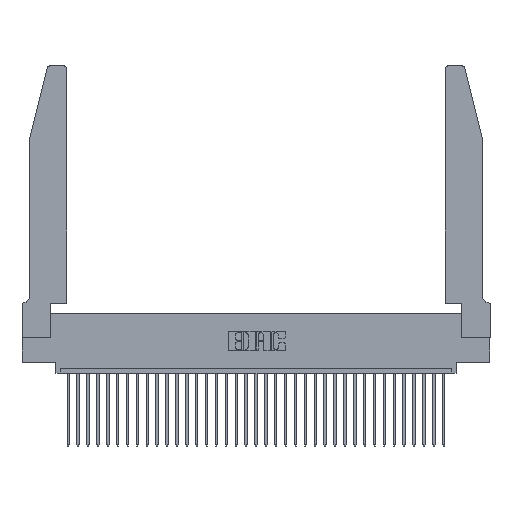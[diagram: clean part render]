
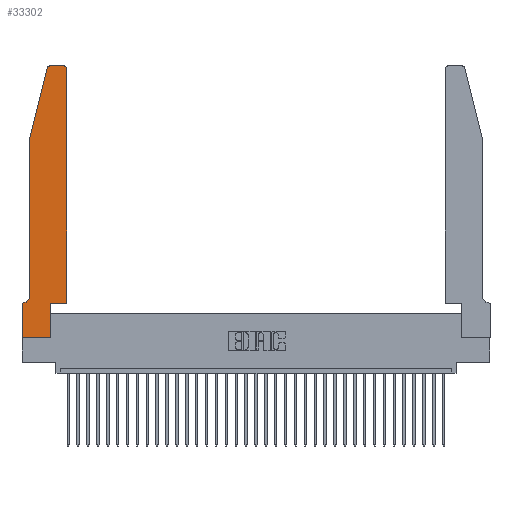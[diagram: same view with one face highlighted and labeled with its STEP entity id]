
A CAD part, top view. The second image highlights one B-rep face of the part: STEP entity #33302.
In plain terms, the highlighted planar face has unit normal (0, 0, 1).
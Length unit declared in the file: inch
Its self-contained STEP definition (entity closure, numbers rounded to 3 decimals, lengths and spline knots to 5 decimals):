
#225 = CARTESIAN_POINT ( 'NONE',  ( 0.2865, 0.35, 0.37 ) ) ;
#558 = LINE ( 'NONE', #225, #32837 ) ;
#966 = CIRCLE ( 'NONE', #4018, 0.07 ) ;
#1255 = AXIS2_PLACEMENT_3D ( 'NONE', #6243, #17262, #19667 ) ;
#1540 = LINE ( 'NONE', #7251, #29158 ) ;
#1974 = CARTESIAN_POINT ( 'NONE',  ( 0.4505, 0.35, 0.37 ) ) ;
#2540 = EDGE_CURVE ( 'NONE', #20536, #27017, #966, .T. ) ;
#2972 = LINE ( 'NONE', #1974, #27695 ) ;
#4018 = AXIS2_PLACEMENT_3D ( 'NONE', #15425, #7660, #28977 ) ;
#4844 = CARTESIAN_POINT ( 'NONE',  ( 0.25487, 2.72718, 0.37 ) ) ;
#5130 = CARTESIAN_POINT ( 'NONE',  ( 0.2865, 0., 0.37 ) ) ;
#5489 = CARTESIAN_POINT ( 'NONE',  ( 0.4505, 2.72, 0.37 ) ) ;
#6157 = LINE ( 'NONE', #20605, #16216 ) ;
#6243 = CARTESIAN_POINT ( 'NONE',  ( 0.4205, 2.72, 0.37 ) ) ;
#6248 = CARTESIAN_POINT ( 'NONE',  ( 0.2605, 2.75, 0.37 ) ) ;
#6288 = ORIENTED_EDGE ( 'NONE', *, *, #8160, .T. ) ;
#7192 = DIRECTION ( 'NONE',  ( 1., 0., 0. ) ) ;
#7251 = CARTESIAN_POINT ( 'NONE',  ( 0., 0., 0.37 ) ) ;
#7318 = DIRECTION ( 'NONE',  ( 0., 1., 0. ) ) ;
#7368 = DIRECTION ( 'NONE',  ( 1., 0., 0. ) ) ;
#7390 = EDGE_CURVE ( 'NONE', #12540, #20536, #27810, .T. ) ;
#7584 = VERTEX_POINT ( 'NONE', #18339 ) ;
#7660 = DIRECTION ( 'NONE',  ( 0., 0., -1. ) ) ;
#8160 = EDGE_CURVE ( 'NONE', #25855, #8313, #558, .T. ) ;
#8313 = VERTEX_POINT ( 'NONE', #13924 ) ;
#8869 = ORIENTED_EDGE ( 'NONE', *, *, #22155, .T. ) ;
#9005 = CARTESIAN_POINT ( 'NONE',  ( 0.4505, 0.35, 0.37 ) ) ;
#9667 = FACE_OUTER_BOUND ( 'NONE', #19932, .T. ) ;
#10440 = ORIENTED_EDGE ( 'NONE', *, *, #7390, .T. ) ;
#11360 = DIRECTION ( 'NONE',  ( 0., 0., 1. ) ) ;
#11604 = VERTEX_POINT ( 'NONE', #31326 ) ;
#11768 = VECTOR ( 'NONE', #27640, 39.37008 ) ;
#12017 = EDGE_CURVE ( 'NONE', #16624, #11604, #26446, .T. ) ;
#12072 = EDGE_CURVE ( 'NONE', #8313, #17073, #31929, .T. ) ;
#12334 = DIRECTION ( 'NONE',  ( 0., 0., 1. ) ) ;
#12444 = CARTESIAN_POINT ( 'NONE',  ( 0., 0.35, 0.37 ) ) ;
#12540 = VERTEX_POINT ( 'NONE', #22908 ) ;
#13470 = ORIENTED_EDGE ( 'NONE', *, *, #14382, .T. ) ;
#13875 = EDGE_CURVE ( 'NONE', #15350, #12540, #6157, .T. ) ;
#13924 = CARTESIAN_POINT ( 'NONE',  ( 0.2865, 0.35, 0.37 ) ) ;
#14316 = CARTESIAN_POINT ( 'NONE',  ( 0.0755, 0.35, 0.37 ) ) ;
#14382 = EDGE_CURVE ( 'NONE', #7584, #23750, #32152, .T. ) ;
#15350 = VERTEX_POINT ( 'NONE', #4844 ) ;
#15425 = CARTESIAN_POINT ( 'NONE',  ( 0.0055, 0.42, 0.37 ) ) ;
#16216 = VECTOR ( 'NONE', #16481, 39.37008 ) ;
#16470 = CIRCLE ( 'NONE', #32988, 0.03 ) ;
#16481 = DIRECTION ( 'NONE',  ( -0.239, -0.971, 0. ) ) ;
#16624 = VERTEX_POINT ( 'NONE', #18966 ) ;
#16814 = DIRECTION ( 'NONE',  ( 0., 1., 0. ) ) ;
#17012 = EDGE_CURVE ( 'NONE', #23750, #15350, #16470, .T. ) ;
#17073 = VERTEX_POINT ( 'NONE', #27886 ) ;
#17262 = DIRECTION ( 'NONE',  ( 0., 0., 1. ) ) ;
#17643 = ORIENTED_EDGE ( 'NONE', *, *, #2540, .T. ) ;
#17716 = EDGE_CURVE ( 'NONE', #27017, #16624, #31576, .T. ) ;
#17858 = VECTOR ( 'NONE', #30406, 39.37008 ) ;
#18246 = ORIENTED_EDGE ( 'NONE', *, *, #17716, .T. ) ;
#18339 = CARTESIAN_POINT ( 'NONE',  ( 0.4205, 2.75, 0.37 ) ) ;
#18737 = EDGE_CURVE ( 'NONE', #17073, #19960, #2972, .T. ) ;
#18966 = CARTESIAN_POINT ( 'NONE',  ( 0., 0.35, 0.37 ) ) ;
#19331 = VECTOR ( 'NONE', #22966, 39.37008 ) ;
#19667 = DIRECTION ( 'NONE',  ( 1., 0., 0. ) ) ;
#19932 = EDGE_LOOP ( 'NONE', ( #13470, #25671, #27836, #10440, #17643, #18246, #23839, #24265, #6288, #21958, #24436, #8869 ) ) ;
#19960 = VERTEX_POINT ( 'NONE', #5489 ) ;
#20278 = VECTOR ( 'NONE', #24547, 39.37008 ) ;
#20516 = PLANE ( 'NONE',  #24699 ) ;
#20536 = VERTEX_POINT ( 'NONE', #33391 ) ;
#20605 = CARTESIAN_POINT ( 'NONE',  ( 0.0755, 2., 0.37 ) ) ;
#21003 = CARTESIAN_POINT ( 'NONE',  ( 0.284, 2.75, 0.37 ) ) ;
#21958 = ORIENTED_EDGE ( 'NONE', *, *, #12072, .T. ) ;
#22155 = EDGE_CURVE ( 'NONE', #19960, #7584, #29227, .T. ) ;
#22908 = CARTESIAN_POINT ( 'NONE',  ( 0.0755, 2., 0.37 ) ) ;
#22966 = DIRECTION ( 'NONE',  ( -1., 0., 0. ) ) ;
#23750 = VERTEX_POINT ( 'NONE', #21003 ) ;
#23839 = ORIENTED_EDGE ( 'NONE', *, *, #12017, .T. ) ;
#24265 = ORIENTED_EDGE ( 'NONE', *, *, #26054, .T. ) ;
#24336 = CARTESIAN_POINT ( 'NONE',  ( 0.0755, 2., 0.37 ) ) ;
#24436 = ORIENTED_EDGE ( 'NONE', *, *, #18737, .T. ) ;
#24547 = DIRECTION ( 'NONE',  ( 0., -1., 0. ) ) ;
#24699 = AXIS2_PLACEMENT_3D ( 'NONE', #12444, #12334, #7192 ) ;
#25671 = ORIENTED_EDGE ( 'NONE', *, *, #17012, .T. ) ;
#25855 = VERTEX_POINT ( 'NONE', #5130 ) ;
#26054 = EDGE_CURVE ( 'NONE', #11604, #25855, #1540, .T. ) ;
#26446 = LINE ( 'NONE', #27870, #11768 ) ;
#27017 = VERTEX_POINT ( 'NONE', #34044 ) ;
#27640 = DIRECTION ( 'NONE',  ( 0., -1., 0. ) ) ;
#27695 = VECTOR ( 'NONE', #7318, 39.37008 ) ;
#27762 = DIRECTION ( 'NONE',  ( 1., 0., 0. ) ) ;
#27810 = LINE ( 'NONE', #24336, #20278 ) ;
#27836 = ORIENTED_EDGE ( 'NONE', *, *, #13875, .T. ) ;
#27870 = CARTESIAN_POINT ( 'NONE',  ( 0., 0., 0.37 ) ) ;
#27886 = CARTESIAN_POINT ( 'NONE',  ( 0.4505, 0.35, 0.37 ) ) ;
#28977 = DIRECTION ( 'NONE',  ( -1., 0., 0. ) ) ;
#29158 = VECTOR ( 'NONE', #7368, 39.37008 ) ;
#29227 = CIRCLE ( 'NONE', #1255, 0.03 ) ;
#30146 = DIRECTION ( 'NONE',  ( 1., 0., 0. ) ) ;
#30406 = DIRECTION ( 'NONE',  ( -1., 0., 0. ) ) ;
#31326 = CARTESIAN_POINT ( 'NONE',  ( 0., 0., 0.37 ) ) ;
#31531 = VECTOR ( 'NONE', #27762, 39.37008 ) ;
#31576 = LINE ( 'NONE', #14316, #19331 ) ;
#31929 = LINE ( 'NONE', #9005, #31531 ) ;
#32152 = LINE ( 'NONE', #6248, #17858 ) ;
#32734 = CARTESIAN_POINT ( 'NONE',  ( 0.284, 2.72, 0.37 ) ) ;
#32837 = VECTOR ( 'NONE', #16814, 39.37008 ) ;
#32988 = AXIS2_PLACEMENT_3D ( 'NONE', #32734, #11360, #30146 ) ;
#33302 = ADVANCED_FACE ( 'NONE', ( #9667 ), #20516, .T. ) ;
#33391 = CARTESIAN_POINT ( 'NONE',  ( 0.0755, 0.42, 0.37 ) ) ;
#34044 = CARTESIAN_POINT ( 'NONE',  ( 0.0055, 0.35, 0.37 ) ) ;
